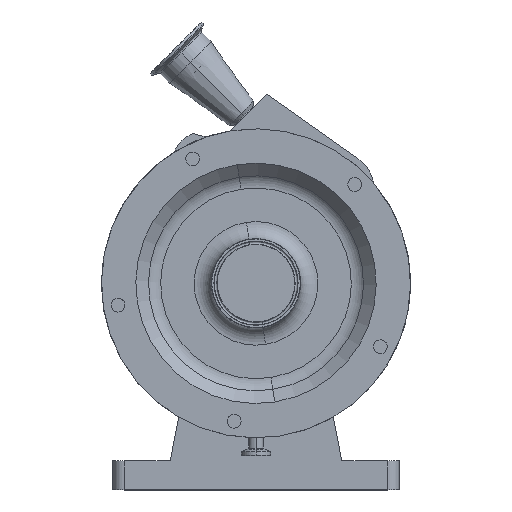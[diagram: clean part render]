
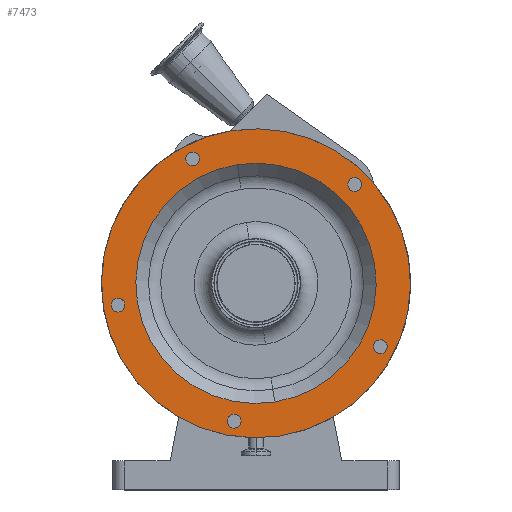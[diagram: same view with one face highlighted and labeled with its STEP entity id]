
A CAD part, top view. The second image highlights one B-rep face of the part: STEP entity #7473.
In plain terms, the highlighted planar face has unit normal (0, 0, 1).
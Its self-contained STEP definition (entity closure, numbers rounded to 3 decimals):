
#49 = VERTEX_POINT ( 'NONE', #731 ) ;
#60 = VERTEX_POINT ( 'NONE', #702 ) ;
#62 = VERTEX_POINT ( 'NONE', #735 ) ;
#66 = EDGE_CURVE ( 'NONE', #9240, #90, #736, .T. ) ;
#70 = EDGE_CURVE ( 'NONE', #49, #62, #733, .T. ) ;
#82 = EDGE_CURVE ( 'NONE', #83, #96, #1448, .T. ) ;
#83 = VERTEX_POINT ( 'NONE', #1482 ) ;
#90 = VERTEX_POINT ( 'NONE', #1443 ) ;
#96 = VERTEX_POINT ( 'NONE', #1481 ) ;
#103 = EDGE_CURVE ( 'NONE', #60, #116, #1429, .T. ) ;
#106 = EDGE_CURVE ( 'NONE', #121, #117, #1582, .T. ) ;
#109 = EDGE_CURVE ( 'NONE', #122, #172, #1587, .T. ) ;
#116 = VERTEX_POINT ( 'NONE', #1601 ) ;
#117 = VERTEX_POINT ( 'NONE', #1595 ) ;
#121 = VERTEX_POINT ( 'NONE', #1542 ) ;
#122 = VERTEX_POINT ( 'NONE', #1603 ) ;
#172 = VERTEX_POINT ( 'NONE', #1677 ) ;
#693 = DIRECTION ( 'NONE',  ( -0.454, -0.891, 0. ) ) ;
#694 = DIRECTION ( 'NONE',  ( 0., 0., 1. ) ) ;
#695 = CARTESIAN_POINT ( 'NONE',  ( 108.703, -55.387, 200. ) ) ;
#696 = AXIS2_PLACEMENT_3D ( 'NONE', #695, #694, #693 ) ;
#697 = DIRECTION ( 'NONE',  ( 0., 0., 1. ) ) ;
#702 = CARTESIAN_POINT ( 'NONE',  ( -13.159, -121.437, 200. ) ) ;
#721 = DIRECTION ( 'NONE',  ( 0.891, 0.454, 0. ) ) ;
#731 = CARTESIAN_POINT ( 'NONE',  ( 111.427, -50.041, 200. ) ) ;
#732 = AXIS2_PLACEMENT_3D ( 'NONE', #746, #697, #721 ) ;
#733 = CIRCLE ( 'NONE', #696, 6. ) ;
#735 = CARTESIAN_POINT ( 'NONE',  ( 105.979, -60.733, 200. ) ) ;
#736 = CIRCLE ( 'NONE', #732, 6. ) ;
#746 = CARTESIAN_POINT ( 'NONE',  ( -55.387, 108.703, 200. ) ) ;
#1406 = DIRECTION ( 'NONE',  ( 0., 0., 1. ) ) ;
#1420 = DIRECTION ( 'NONE',  ( -0.988, 0.156, 0. ) ) ;
#1428 = AXIS2_PLACEMENT_3D ( 'NONE', #1432, #1406, #1420 ) ;
#1429 = CIRCLE ( 'NONE', #1428, 6. ) ;
#1432 = CARTESIAN_POINT ( 'NONE',  ( -19.085, -120.498, 200. ) ) ;
#1443 = CARTESIAN_POINT ( 'NONE',  ( -50.041, 111.427, 200. ) ) ;
#1445 = AXIS2_PLACEMENT_3D ( 'NONE', #1496, #1491, #1492 ) ;
#1448 = CIRCLE ( 'NONE', #1445, 6. ) ;
#1481 = CARTESIAN_POINT ( 'NONE',  ( 90.51, 82.024, 200. ) ) ;
#1482 = CARTESIAN_POINT ( 'NONE',  ( 82.024, 90.51, 200. ) ) ;
#1491 = DIRECTION ( 'NONE',  ( 0., 0., 1. ) ) ;
#1492 = DIRECTION ( 'NONE',  ( 0.707, -0.707, 0. ) ) ;
#1496 = CARTESIAN_POINT ( 'NONE',  ( 86.267, 86.267, 200. ) ) ;
#1542 = CARTESIAN_POINT ( 'NONE',  ( -119.559, -25.011, 200. ) ) ;
#1551 = DIRECTION ( 'NONE',  ( 0., 0., 1. ) ) ;
#1555 = DIRECTION ( 'NONE',  ( -0.156, 0.988, 0. ) ) ;
#1557 = CARTESIAN_POINT ( 'NONE',  ( 0., 0., 200. ) ) ;
#1561 = AXIS2_PLACEMENT_3D ( 'NONE', #1557, #1551, #1555 ) ;
#1577 = AXIS2_PLACEMENT_3D ( 'NONE', #1594, #1593, #1586 ) ;
#1582 = CIRCLE ( 'NONE', #1577, 6. ) ;
#1586 = DIRECTION ( 'NONE',  ( -0.156, 0.988, 0. ) ) ;
#1587 = CIRCLE ( 'NONE', #1561, 105. ) ;
#1593 = DIRECTION ( 'NONE',  ( 0., 0., 1. ) ) ;
#1594 = CARTESIAN_POINT ( 'NONE',  ( -120.498, -19.085, 200. ) ) ;
#1595 = CARTESIAN_POINT ( 'NONE',  ( -121.437, -13.159, 200. ) ) ;
#1601 = CARTESIAN_POINT ( 'NONE',  ( -25.011, -119.559, 200. ) ) ;
#1603 = CARTESIAN_POINT ( 'NONE',  ( 16.426, -103.707, 200. ) ) ;
#1677 = CARTESIAN_POINT ( 'NONE',  ( -16.426, 103.707, 200. ) ) ;
#3627 = DIRECTION ( 'NONE',  ( 0.156, -0.988, 0. ) ) ;
#3628 = DIRECTION ( 'NONE',  ( 0., 0., -1. ) ) ;
#3631 = FACE_BOUND ( 'NONE', #7496, .T. ) ;
#3632 = FACE_BOUND ( 'NONE', #7533, .T. ) ;
#3633 = AXIS2_PLACEMENT_3D ( 'NONE', #3637, #3628, #3627 ) ;
#3634 = FACE_BOUND ( 'NONE', #7528, .T. ) ;
#3635 = FACE_BOUND ( 'NONE', #7500, .T. ) ;
#3636 = FACE_OUTER_BOUND ( 'NONE', #7472, .T. ) ;
#3637 = CARTESIAN_POINT ( 'NONE',  ( -38.52, -6.101, 200. ) ) ;
#3650 = FACE_BOUND ( 'NONE', #7474, .T. ) ;
#3652 = PLANE ( 'NONE',  #3633 ) ;
#3653 = FACE_BOUND ( 'NONE', #7449, .T. ) ;
#3688 = DIRECTION ( 'NONE',  ( -0.156, 0.988, 0. ) ) ;
#3689 = DIRECTION ( 'NONE',  ( 0., 0., 1. ) ) ;
#3690 = CARTESIAN_POINT ( 'NONE',  ( 0., 0., 200. ) ) ;
#3695 = DIRECTION ( 'NONE',  ( -0.156, 0.988, 0. ) ) ;
#3696 = DIRECTION ( 'NONE',  ( 0., 0., 1. ) ) ;
#3697 = AXIS2_PLACEMENT_3D ( 'NONE', #3773, #3696, #3695 ) ;
#3773 = CARTESIAN_POINT ( 'NONE',  ( -120.498, -19.085, 200. ) ) ;
#3774 = CIRCLE ( 'NONE', #3783, 105. ) ;
#3775 = CIRCLE ( 'NONE', #3697, 6. ) ;
#3783 = AXIS2_PLACEMENT_3D ( 'NONE', #3690, #3689, #3688 ) ;
#3820 = CIRCLE ( 'NONE', #3877, 6. ) ;
#3874 = DIRECTION ( 'NONE',  ( 0.891, 0.454, 0. ) ) ;
#3875 = DIRECTION ( 'NONE',  ( 0., 0., 1. ) ) ;
#3876 = CARTESIAN_POINT ( 'NONE',  ( -55.387, 108.703, 200. ) ) ;
#3877 = AXIS2_PLACEMENT_3D ( 'NONE', #3876, #3875, #3874 ) ;
#3980 = DIRECTION ( 'NONE',  ( -0.988, 0.156, 0. ) ) ;
#3983 = AXIS2_PLACEMENT_3D ( 'NONE', #3993, #3989, #3980 ) ;
#3985 = CIRCLE ( 'NONE', #3983, 6. ) ;
#3989 = DIRECTION ( 'NONE',  ( 0., 0., 1. ) ) ;
#3993 = CARTESIAN_POINT ( 'NONE',  ( -19.085, -120.498, 200. ) ) ;
#3998 = DIRECTION ( 'NONE',  ( 0.707, -0.707, 0. ) ) ;
#4002 = DIRECTION ( 'NONE',  ( 0., 0., 1. ) ) ;
#4003 = AXIS2_PLACEMENT_3D ( 'NONE', #4010, #4002, #3998 ) ;
#4005 = DIRECTION ( 'NONE',  ( -0.156, 0.988, 0. ) ) ;
#4006 = DIRECTION ( 'NONE',  ( 0., 0., 1. ) ) ;
#4007 = CARTESIAN_POINT ( 'NONE',  ( 0., 0., 200. ) ) ;
#4008 = AXIS2_PLACEMENT_3D ( 'NONE', #4007, #4006, #4005 ) ;
#4010 = CARTESIAN_POINT ( 'NONE',  ( 86.267, 86.267, 200. ) ) ;
#4016 = CIRCLE ( 'NONE', #4003, 6. ) ;
#4027 = CIRCLE ( 'NONE', #4008, 135. ) ;
#4172 = CIRCLE ( 'NONE', #4184, 6. ) ;
#4184 = AXIS2_PLACEMENT_3D ( 'NONE', #4221, #4220, #4219 ) ;
#4219 = DIRECTION ( 'NONE',  ( -0.454, -0.891, 0. ) ) ;
#4220 = DIRECTION ( 'NONE',  ( 0., 0., 1. ) ) ;
#4221 = CARTESIAN_POINT ( 'NONE',  ( 108.703, -55.387, 200. ) ) ;
#5453 = DIRECTION ( 'NONE',  ( -0.156, 0.988, 0. ) ) ;
#5454 = DIRECTION ( 'NONE',  ( 0., 0., 1. ) ) ;
#5461 = CARTESIAN_POINT ( 'NONE',  ( 0., 0., 200. ) ) ;
#5469 = AXIS2_PLACEMENT_3D ( 'NONE', #5461, #5454, #5453 ) ;
#5472 = CIRCLE ( 'NONE', #5469, 135. ) ;
#5493 = CARTESIAN_POINT ( 'NONE',  ( -60.733, 105.979, 200. ) ) ;
#5533 = CARTESIAN_POINT ( 'NONE',  ( -21.119, 133.338, 200. ) ) ;
#5551 = CARTESIAN_POINT ( 'NONE',  ( 21.119, -133.338, 200. ) ) ;
#7425 = EDGE_CURVE ( 'NONE', #117, #121, #3775, .T. ) ;
#7428 = EDGE_CURVE ( 'NONE', #172, #122, #3774, .T. ) ;
#7446 = ORIENTED_EDGE ( 'NONE', *, *, #7502, .F. ) ;
#7447 = ORIENTED_EDGE ( 'NONE', *, *, #103, .F. ) ;
#7448 = ORIENTED_EDGE ( 'NONE', *, *, #66, .F. ) ;
#7449 = EDGE_LOOP ( 'NONE', ( #7532, #7529 ) ) ;
#7450 = ORIENTED_EDGE ( 'NONE', *, *, #82, .F. ) ;
#7452 = ORIENTED_EDGE ( 'NONE', *, *, #9209, .T. ) ;
#7472 = EDGE_LOOP ( 'NONE', ( #7452, #7491 ) ) ;
#7473 = ADVANCED_FACE ( 'NONE', ( #3650, #3635, #3634, #3632, #3653, #3636, #3631 ), #3652, .F. ) ;
#7474 = EDGE_LOOP ( 'NONE', ( #7501, #7448 ) ) ;
#7485 = EDGE_CURVE ( 'NONE', #90, #9240, #3820, .T. ) ;
#7490 = ORIENTED_EDGE ( 'NONE', *, *, #7428, .F. ) ;
#7491 = ORIENTED_EDGE ( 'NONE', *, *, #7492, .T. ) ;
#7492 = EDGE_CURVE ( 'NONE', #9262, #9241, #4027, .T. ) ;
#7495 = ORIENTED_EDGE ( 'NONE', *, *, #109, .F. ) ;
#7496 = EDGE_LOOP ( 'NONE', ( #7490, #7495 ) ) ;
#7500 = EDGE_LOOP ( 'NONE', ( #7446, #7450 ) ) ;
#7501 = ORIENTED_EDGE ( 'NONE', *, *, #7485, .F. ) ;
#7502 = EDGE_CURVE ( 'NONE', #96, #83, #4016, .T. ) ;
#7519 = EDGE_CURVE ( 'NONE', #116, #60, #3985, .T. ) ;
#7527 = ORIENTED_EDGE ( 'NONE', *, *, #7519, .F. ) ;
#7528 = EDGE_LOOP ( 'NONE', ( #7530, #7531 ) ) ;
#7529 = ORIENTED_EDGE ( 'NONE', *, *, #106, .F. ) ;
#7530 = ORIENTED_EDGE ( 'NONE', *, *, #7639, .F. ) ;
#7531 = ORIENTED_EDGE ( 'NONE', *, *, #70, .F. ) ;
#7532 = ORIENTED_EDGE ( 'NONE', *, *, #7425, .F. ) ;
#7533 = EDGE_LOOP ( 'NONE', ( #7527, #7447 ) ) ;
#7639 = EDGE_CURVE ( 'NONE', #62, #49, #4172, .T. ) ;
#9209 = EDGE_CURVE ( 'NONE', #9241, #9262, #5472, .T. ) ;
#9240 = VERTEX_POINT ( 'NONE', #5493 ) ;
#9241 = VERTEX_POINT ( 'NONE', #5533 ) ;
#9262 = VERTEX_POINT ( 'NONE', #5551 ) ;
